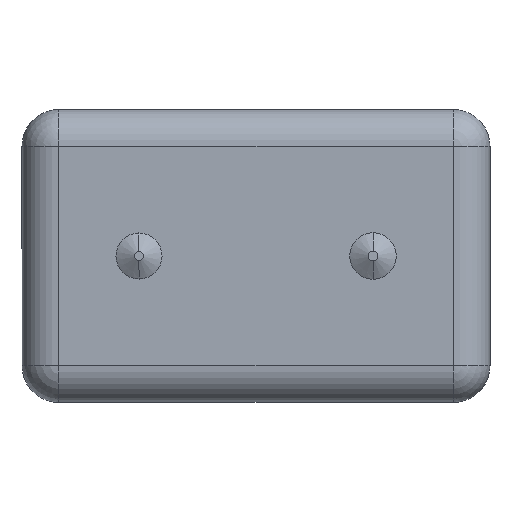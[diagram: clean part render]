
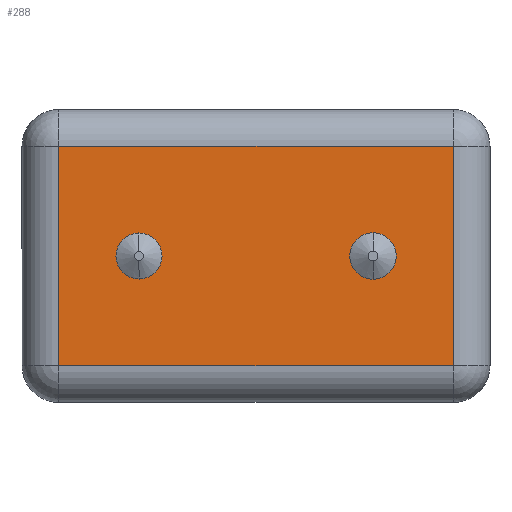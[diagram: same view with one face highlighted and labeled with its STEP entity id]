
A CAD part, front view. The second image highlights one B-rep face of the part: STEP entity #288.
In plain terms, the highlighted planar face has unit normal (0, -1, 0).
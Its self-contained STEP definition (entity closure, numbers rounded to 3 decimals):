
#6 = ORIENTED_EDGE ( 'NONE', *, *, #842, .T. ) ;
#10 = ORIENTED_EDGE ( 'NONE', *, *, #850, .T. ) ;
#44 = LINE ( 'NONE', #250, #913 ) ;
#83 = CIRCLE ( 'NONE', #264, 0.252 ) ;
#89 = VECTOR ( 'NONE', #1055, 1000. ) ;
#94 = CARTESIAN_POINT ( 'NONE',  ( 2.175, 0., 0.252 ) ) ;
#99 = VECTOR ( 'NONE', #1357, 1000. ) ;
#102 = ORIENTED_EDGE ( 'NONE', *, *, #1067, .T. ) ;
#124 = CARTESIAN_POINT ( 'NONE',  ( 2.175, 0., 0. ) ) ;
#169 = VECTOR ( 'NONE', #638, 1000. ) ;
#181 = VERTEX_POINT ( 'NONE', #1086 ) ;
#216 = ORIENTED_EDGE ( 'NONE', *, *, #527, .T. ) ;
#218 = CARTESIAN_POINT ( 'NONE',  ( -1.635, 0., 1.59 ) ) ;
#228 = CIRCLE ( 'NONE', #890, 0.25 ) ;
#239 = DIRECTION ( 'NONE',  ( 0., 0., 1. ) ) ;
#250 = CARTESIAN_POINT ( 'NONE',  ( -1.635, 0., 1.19 ) ) ;
#264 = AXIS2_PLACEMENT_3D ( 'NONE', #124, #910, #239 ) ;
#283 = CARTESIAN_POINT ( 'NONE',  ( -1.235, 0., 1.19 ) ) ;
#288 = ADVANCED_FACE ( 'NONE', ( #376, #343, #1217 ), #1226, .F. ) ;
#289 = DIRECTION ( 'NONE',  ( 0., 1., 0. ) ) ;
#307 = VERTEX_POINT ( 'NONE', #1352 ) ;
#311 = VERTEX_POINT ( 'NONE', #666 ) ;
#314 = VERTEX_POINT ( 'NONE', #1467 ) ;
#328 = DIRECTION ( 'NONE',  ( 0., 0., 1. ) ) ;
#330 = EDGE_LOOP ( 'NONE', ( #10, #942 ) ) ;
#341 = AXIS2_PLACEMENT_3D ( 'NONE', #1143, #460, #1254 ) ;
#343 = FACE_BOUND ( 'NONE', #904, .T. ) ;
#359 = EDGE_CURVE ( 'NONE', #314, #610, #394, .T. ) ;
#376 = FACE_OUTER_BOUND ( 'NONE', #848, .T. ) ;
#394 = LINE ( 'NONE', #791, #99 ) ;
#459 = EDGE_CURVE ( 'NONE', #610, #1114, #44, .T. ) ;
#460 = DIRECTION ( 'NONE',  ( 0., 1., 0. ) ) ;
#502 = LINE ( 'NONE', #531, #169 ) ;
#527 = EDGE_CURVE ( 'NONE', #1300, #1314, #618, .T. ) ;
#531 = CARTESIAN_POINT ( 'NONE',  ( -1.635, 0., -1.19 ) ) ;
#561 = CIRCLE ( 'NONE', #341, 0.25 ) ;
#598 = DIRECTION ( 'NONE',  ( 0., 1., 0. ) ) ;
#610 = VERTEX_POINT ( 'NONE', #1295 ) ;
#618 = CIRCLE ( 'NONE', #1069, 0.252 ) ;
#638 = DIRECTION ( 'NONE',  ( 1., 0., 0. ) ) ;
#666 = CARTESIAN_POINT ( 'NONE',  ( -1.235, 0., -1.19 ) ) ;
#693 = EDGE_CURVE ( 'NONE', #311, #314, #502, .T. ) ;
#721 = CARTESIAN_POINT ( 'NONE',  ( -1.235, 0., 1.59 ) ) ;
#722 = LINE ( 'NONE', #721, #89 ) ;
#771 = ORIENTED_EDGE ( 'NONE', *, *, #359, .T. ) ;
#791 = CARTESIAN_POINT ( 'NONE',  ( 3.045, 0., 1.59 ) ) ;
#842 = EDGE_CURVE ( 'NONE', #1314, #1300, #83, .T. ) ;
#848 = EDGE_LOOP ( 'NONE', ( #102, #896, #771, #1061 ) ) ;
#850 = EDGE_CURVE ( 'NONE', #307, #181, #561, .T. ) ;
#890 = AXIS2_PLACEMENT_3D ( 'NONE', #959, #289, #1076 ) ;
#896 = ORIENTED_EDGE ( 'NONE', *, *, #693, .T. ) ;
#904 = EDGE_LOOP ( 'NONE', ( #216, #6 ) ) ;
#910 = DIRECTION ( 'NONE',  ( 0., 1., 0. ) ) ;
#913 = VECTOR ( 'NONE', #1033, 1000. ) ;
#942 = ORIENTED_EDGE ( 'NONE', *, *, #1153, .T. ) ;
#959 = CARTESIAN_POINT ( 'NONE',  ( -0.365, 0., 0. ) ) ;
#1001 = DIRECTION ( 'NONE',  ( 0., 1., 0. ) ) ;
#1033 = DIRECTION ( 'NONE',  ( -1., 0., 0. ) ) ;
#1051 = AXIS2_PLACEMENT_3D ( 'NONE', #218, #1001, #328 ) ;
#1055 = DIRECTION ( 'NONE',  ( 0., 0., -1. ) ) ;
#1061 = ORIENTED_EDGE ( 'NONE', *, *, #459, .T. ) ;
#1067 = EDGE_CURVE ( 'NONE', #1114, #311, #722, .T. ) ;
#1069 = AXIS2_PLACEMENT_3D ( 'NONE', #1287, #598, #1402 ) ;
#1076 = DIRECTION ( 'NONE',  ( 0., 0., 1. ) ) ;
#1086 = CARTESIAN_POINT ( 'NONE',  ( -0.365, 0., -0.25 ) ) ;
#1112 = CARTESIAN_POINT ( 'NONE',  ( 2.175, 0., -0.252 ) ) ;
#1114 = VERTEX_POINT ( 'NONE', #283 ) ;
#1143 = CARTESIAN_POINT ( 'NONE',  ( -0.365, 0., 0. ) ) ;
#1153 = EDGE_CURVE ( 'NONE', #181, #307, #228, .T. ) ;
#1217 = FACE_BOUND ( 'NONE', #330, .T. ) ;
#1226 = PLANE ( 'NONE',  #1051 ) ;
#1254 = DIRECTION ( 'NONE',  ( 0., 0., 1. ) ) ;
#1287 = CARTESIAN_POINT ( 'NONE',  ( 2.175, 0., 0. ) ) ;
#1295 = CARTESIAN_POINT ( 'NONE',  ( 3.045, 0., 1.19 ) ) ;
#1300 = VERTEX_POINT ( 'NONE', #94 ) ;
#1314 = VERTEX_POINT ( 'NONE', #1112 ) ;
#1352 = CARTESIAN_POINT ( 'NONE',  ( -0.365, 0., 0.25 ) ) ;
#1357 = DIRECTION ( 'NONE',  ( 0., 0., 1. ) ) ;
#1402 = DIRECTION ( 'NONE',  ( 0., 0., 1. ) ) ;
#1467 = CARTESIAN_POINT ( 'NONE',  ( 3.045, 0., -1.19 ) ) ;
